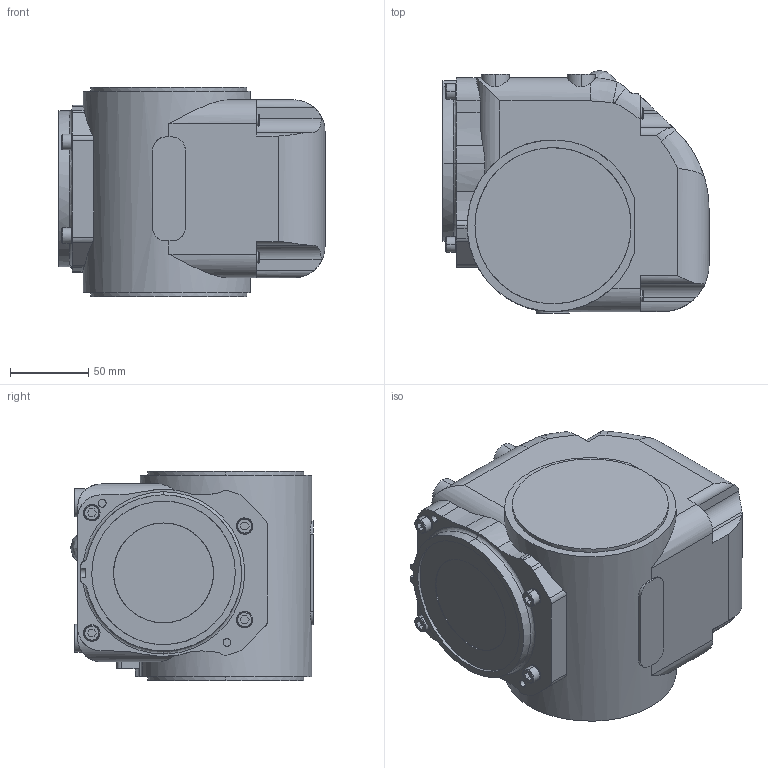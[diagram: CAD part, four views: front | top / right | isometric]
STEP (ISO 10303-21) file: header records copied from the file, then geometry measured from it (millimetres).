
FILE_DESCRIPTION (( 'STEP AP203' ), '1' );
FILE_NAME ('S5_ARM3_Default_sldprt.STEP', '2022-07-29T06:23:09', ( '' ), ( '' ), 'SwSTEP 2.0', 'SolidWorks 2021', '' );
FILE_SCHEMA (( 'CONFIG_CONTROL_DESIGN' ));
Length unit declared in the file: millimetre
Products named in the file (1): S5_ARM3_Default_sldprt
Bounding box: 170.5 x 155.5 x 134 mm (x, y, z)
Volume: 2619647.8 mm3; surface area: 118484.6 mm2
Topology: 1 solids, 1 shells, 318 faces, 844 edges, 552 vertices
Faces by surface type: plane 144, cylinder 128, cone 24, bspline 22
Entity records: 16508 total; most frequent: CARTESIAN_POINT 9293, ORIENTED_EDGE 1668, DIRECTION 1156, EDGE_CURVE 834, VERTEX_POINT 552, VECTOR 446, LINE 446, AXIS2_PLACEMENT_3D 355
